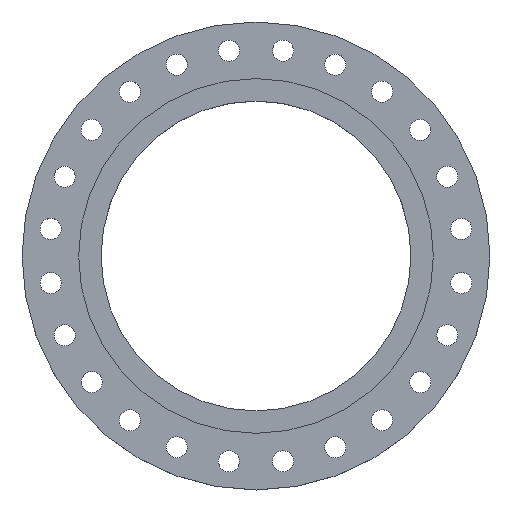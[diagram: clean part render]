
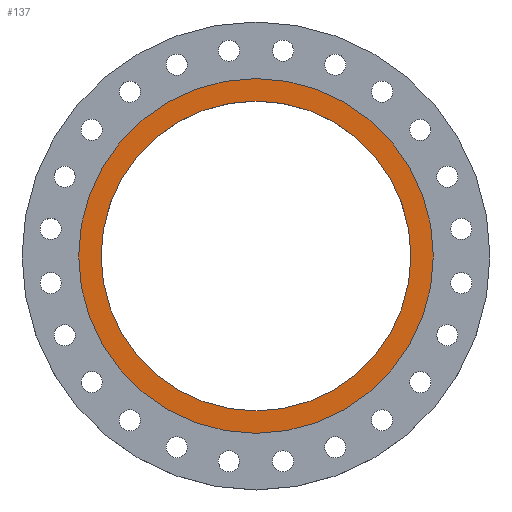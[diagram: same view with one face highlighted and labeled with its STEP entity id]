
A CAD part, top view. The second image highlights one B-rep face of the part: STEP entity #137.
In plain terms, the highlighted planar face has unit normal (0, 0, 1).
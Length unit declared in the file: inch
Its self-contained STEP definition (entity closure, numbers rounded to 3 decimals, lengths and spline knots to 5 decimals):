
#137 = ADVANCED_FACE ( 'NONE', ( #444, #937 ), #284, .T. ) ;
#176 = CARTESIAN_POINT ( 'NONE',  ( 0., 0., 0. ) ) ;
#211 = ORIENTED_EDGE ( 'NONE', *, *, #408, .T. ) ;
#284 = PLANE ( 'NONE',  #672 ) ;
#408 = EDGE_CURVE ( 'NONE', #999, #1994, #1785, .T. ) ;
#412 = EDGE_CURVE ( 'NONE', #1737, #2042, #1893, .T. ) ;
#444 = FACE_BOUND ( 'NONE', #1276, .T. ) ;
#467 = CARTESIAN_POINT ( 'NONE',  ( 10.1, 0., 0. ) ) ;
#504 = DIRECTION ( 'NONE',  ( 0., 0., 1. ) ) ;
#544 = DIRECTION ( 'NONE',  ( 1., 0., 0. ) ) ;
#569 = ORIENTED_EDGE ( 'NONE', *, *, #412, .F. ) ;
#672 = AXIS2_PLACEMENT_3D ( 'NONE', #1816, #1461, #1773 ) ;
#726 = CARTESIAN_POINT ( 'NONE',  ( -10.1, 0., 0. ) ) ;
#741 = AXIS2_PLACEMENT_3D ( 'NONE', #1590, #1718, #1556 ) ;
#879 = CARTESIAN_POINT ( 'NONE',  ( -11.56, 0., 0. ) ) ;
#937 = FACE_OUTER_BOUND ( 'NONE', #1622, .T. ) ;
#999 = VERTEX_POINT ( 'NONE', #2144 ) ;
#1074 = CARTESIAN_POINT ( 'NONE',  ( 0., 0., 0. ) ) ;
#1222 = DIRECTION ( 'NONE',  ( 1., 0., 0. ) ) ;
#1226 = AXIS2_PLACEMENT_3D ( 'NONE', #1074, #1890, #1222 ) ;
#1232 = ORIENTED_EDGE ( 'NONE', *, *, #1947, .T. ) ;
#1276 = EDGE_LOOP ( 'NONE', ( #569, #2103 ) ) ;
#1358 = DIRECTION ( 'NONE',  ( 1., 0., 0. ) ) ;
#1439 = CIRCLE ( 'NONE', #1756, 10.1 ) ;
#1461 = DIRECTION ( 'NONE',  ( 0., 0., 1. ) ) ;
#1556 = DIRECTION ( 'NONE',  ( 1., 0., 0. ) ) ;
#1590 = CARTESIAN_POINT ( 'NONE',  ( 0., 0., 0. ) ) ;
#1622 = EDGE_LOOP ( 'NONE', ( #211, #1232 ) ) ;
#1718 = DIRECTION ( 'NONE',  ( 0., 0., 1. ) ) ;
#1737 = VERTEX_POINT ( 'NONE', #467 ) ;
#1755 = CARTESIAN_POINT ( 'NONE',  ( 0., 0., 0. ) ) ;
#1756 = AXIS2_PLACEMENT_3D ( 'NONE', #1755, #2069, #544 ) ;
#1773 = DIRECTION ( 'NONE',  ( 1., 0., 0. ) ) ;
#1785 = CIRCLE ( 'NONE', #741, 11.56 ) ;
#1816 = CARTESIAN_POINT ( 'NONE',  ( 0., 0., 0. ) ) ;
#1857 = CIRCLE ( 'NONE', #2181, 11.56 ) ;
#1890 = DIRECTION ( 'NONE',  ( 0., 0., 1. ) ) ;
#1893 = CIRCLE ( 'NONE', #1226, 10.1 ) ;
#1947 = EDGE_CURVE ( 'NONE', #1994, #999, #1857, .T. ) ;
#1994 = VERTEX_POINT ( 'NONE', #879 ) ;
#2042 = VERTEX_POINT ( 'NONE', #726 ) ;
#2047 = EDGE_CURVE ( 'NONE', #2042, #1737, #1439, .T. ) ;
#2069 = DIRECTION ( 'NONE',  ( 0., 0., 1. ) ) ;
#2103 = ORIENTED_EDGE ( 'NONE', *, *, #2047, .F. ) ;
#2144 = CARTESIAN_POINT ( 'NONE',  ( 11.56, 0., 0. ) ) ;
#2181 = AXIS2_PLACEMENT_3D ( 'NONE', #176, #504, #1358 ) ;
